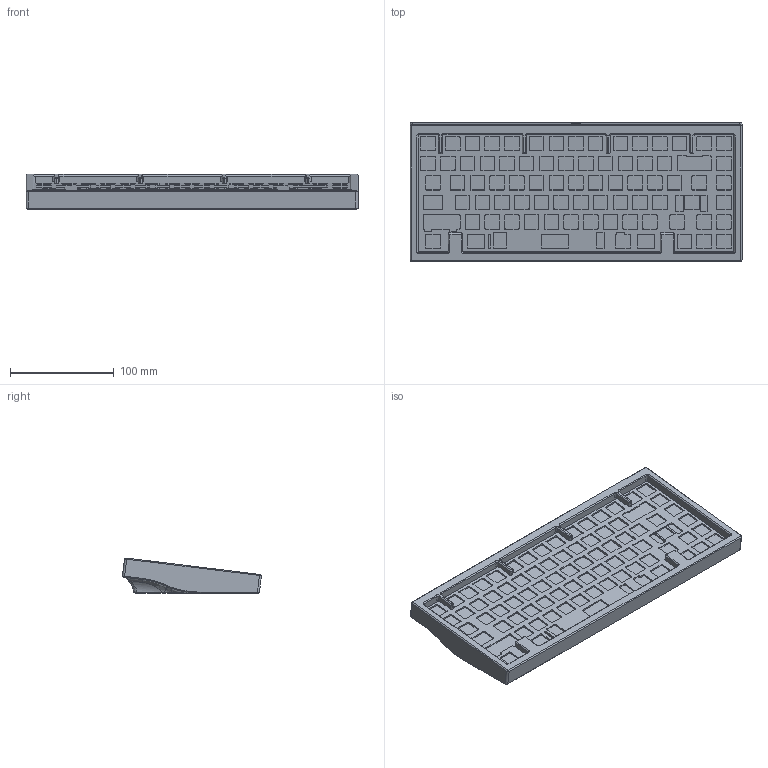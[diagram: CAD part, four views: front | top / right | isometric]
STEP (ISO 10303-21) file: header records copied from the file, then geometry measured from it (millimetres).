
FILE_DESCRIPTION(/* description */ (''),/* implementation_level */ '2;1');
FILE_NAME(/* name */ 'aella for dotnick v2.step',/* time_stamp */ '2021-07-08T23:07:36+01:00',/* author */ (''),/* organization */ (''),/* preprocessor_version */ 'ST-DEVELOPER v18.1',/* originating_system */ 'Autodesk Translation Framework v10.9.0.1377',/* authorisation */ '');
FILE_SCHEMA (('AUTOMOTIVE_DESIGN { 1 0 10303 214 3 1 1 }'));
Length unit declared in the file: millimetre
Products named in the file (1): aella for dotnick
Bounding box: 320.75 x 134.28 x 34.77 mm (x, y, z)
Volume: 669099.6 mm3; surface area: 184326.9 mm2
Topology: 3 solids, 3 shells, 1130 faces, 3170 edges, 2057 vertices
Faces by surface type: plane 566, cylinder 438, bspline 68, cone 58
Entity records: 38667 total; most frequent: CARTESIAN_POINT 8671, ORIENTED_EDGE 6336, DIRECTION 6164, EDGE_CURVE 3168, LINE 2128, VECTOR 2128, VERTEX_POINT 2057, AXIS2_PLACEMENT_3D 2018
